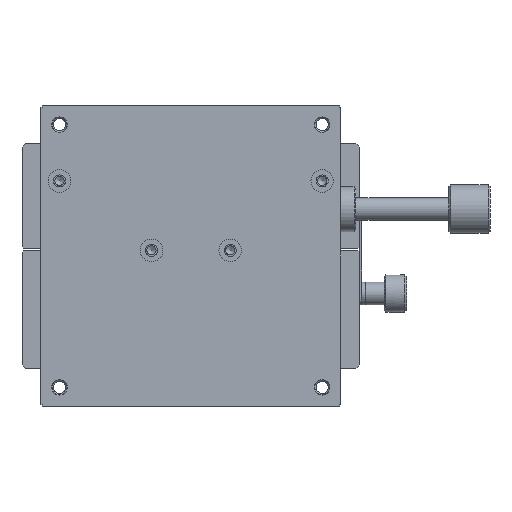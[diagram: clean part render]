
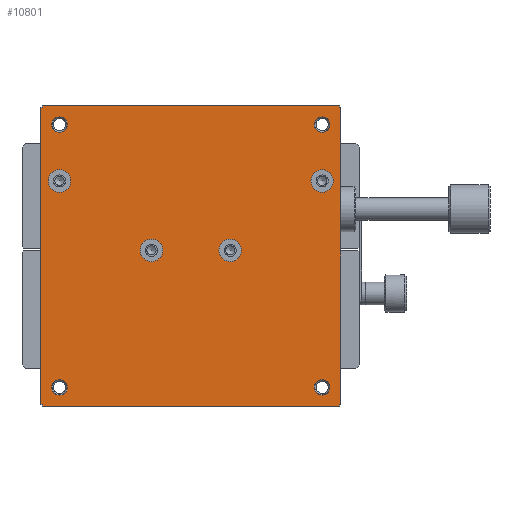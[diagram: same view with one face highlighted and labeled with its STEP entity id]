
A CAD part, front view. The second image highlights one B-rep face of the part: STEP entity #10801.
In plain terms, the highlighted planar face has unit normal (0, 1, 0).
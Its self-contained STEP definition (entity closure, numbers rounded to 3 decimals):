
#35 = DIRECTION ( 'NONE',  ( 0., 0., -1. ) ) ;
#58 = DIRECTION ( 'NONE',  ( 0., 0., -1. ) ) ;
#145 = DIRECTION ( 'NONE',  ( -0.707, 0., -0.707 ) ) ;
#222 = DIRECTION ( 'NONE',  ( 0., -1., 0. ) ) ;
#290 = FACE_OUTER_BOUND ( 'NONE', #11920, .T. ) ;
#328 = CARTESIAN_POINT ( 'NONE',  ( 75., 0., -5. ) ) ;
#341 = DIRECTION ( 'NONE',  ( 0., 0., -1. ) ) ;
#373 = ORIENTED_EDGE ( 'NONE', *, *, #6756, .T. ) ;
#377 = CARTESIAN_POINT ( 'NONE',  ( 5., 0., -7.067 ) ) ;
#700 = DIRECTION ( 'NONE',  ( 0., 0., -1. ) ) ;
#709 = ORIENTED_EDGE ( 'NONE', *, *, #11129, .F. ) ;
#1011 = DIRECTION ( 'NONE',  ( 0., 0., -1. ) ) ;
#1059 = CARTESIAN_POINT ( 'NONE',  ( 50.5, 0., -41.5 ) ) ;
#1246 = CARTESIAN_POINT ( 'NONE',  ( 0., 0., 0. ) ) ;
#1282 = CARTESIAN_POINT ( 'NONE',  ( 0., 0., -0.71 ) ) ;
#1285 = DIRECTION ( 'NONE',  ( 0., 0., -1. ) ) ;
#1286 = CARTESIAN_POINT ( 'NONE',  ( 79.29, 0., 0. ) ) ;
#1299 = DIRECTION ( 'NONE',  ( -1., 0., 0. ) ) ;
#1360 = CARTESIAN_POINT ( 'NONE',  ( 0., 0., 0. ) ) ;
#1370 = CARTESIAN_POINT ( 'NONE',  ( 0., 0., -0.71 ) ) ;
#1625 = VECTOR ( 'NONE', #4483, 1000. ) ;
#1737 = EDGE_CURVE ( 'NONE', #5155, #7443, #8118, .T. ) ;
#1749 = EDGE_CURVE ( 'NONE', #9428, #9428, #9576, .T. ) ;
#1754 = VERTEX_POINT ( 'NONE', #3874 ) ;
#1800 = ORIENTED_EDGE ( 'NONE', *, *, #10740, .T. ) ;
#1865 = EDGE_CURVE ( 'NONE', #11265, #11265, #11344, .T. ) ;
#1889 = EDGE_LOOP ( 'NONE', ( #373 ) ) ;
#2046 = CARTESIAN_POINT ( 'NONE',  ( 80., 0., -0.71 ) ) ;
#2062 = DIRECTION ( 'NONE',  ( 0., 0., 1. ) ) ;
#2066 = ORIENTED_EDGE ( 'NONE', *, *, #1865, .T. ) ;
#2144 = FACE_BOUND ( 'NONE', #2791, .T. ) ;
#2324 = FACE_BOUND ( 'NONE', #6600, .T. ) ;
#2333 = VECTOR ( 'NONE', #3232, 1000. ) ;
#2342 = CARTESIAN_POINT ( 'NONE',  ( 5., 0., -20. ) ) ;
#2350 = VERTEX_POINT ( 'NONE', #2744 ) ;
#2395 = VECTOR ( 'NONE', #8242, 1000. ) ;
#2429 = CARTESIAN_POINT ( 'NONE',  ( 5., 0., -23. ) ) ;
#2430 = CARTESIAN_POINT ( 'NONE',  ( 0.71, 0., -80. ) ) ;
#2519 = ORIENTED_EDGE ( 'NONE', *, *, #3777, .F. ) ;
#2542 = CARTESIAN_POINT ( 'NONE',  ( 75., 0., -77.067 ) ) ;
#2600 = CARTESIAN_POINT ( 'NONE',  ( 0.71, 0., -80. ) ) ;
#2695 = CARTESIAN_POINT ( 'NONE',  ( 5., 0., -5. ) ) ;
#2744 = CARTESIAN_POINT ( 'NONE',  ( 79.29, 0., -80. ) ) ;
#2753 = CARTESIAN_POINT ( 'NONE',  ( 80., 0., -79.29 ) ) ;
#2791 = EDGE_LOOP ( 'NONE', ( #3567 ) ) ;
#2795 = VERTEX_POINT ( 'NONE', #1370 ) ;
#2854 = CARTESIAN_POINT ( 'NONE',  ( 29.5, 0., -41.5 ) ) ;
#3049 = DIRECTION ( 'NONE',  ( 0., -1., 0. ) ) ;
#3209 = DIRECTION ( 'NONE',  ( 0., -1., 0. ) ) ;
#3232 = DIRECTION ( 'NONE',  ( -0.707, 0., 0.707 ) ) ;
#3249 = DIRECTION ( 'NONE',  ( 1., 0., 0. ) ) ;
#3382 = EDGE_LOOP ( 'NONE', ( #6598 ) ) ;
#3387 = VECTOR ( 'NONE', #1299, 1000. ) ;
#3523 = VERTEX_POINT ( 'NONE', #2542 ) ;
#3549 = ORIENTED_EDGE ( 'NONE', *, *, #1737, .F. ) ;
#3551 = VECTOR ( 'NONE', #145, 1000. ) ;
#3567 = ORIENTED_EDGE ( 'NONE', *, *, #8449, .T. ) ;
#3746 = AXIS2_PLACEMENT_3D ( 'NONE', #328, #3049, #1285 ) ;
#3777 = EDGE_CURVE ( 'NONE', #1754, #2795, #5678, .T. ) ;
#3814 = DIRECTION ( 'NONE',  ( 0., -1., 0. ) ) ;
#3874 = CARTESIAN_POINT ( 'NONE',  ( 0.71, 0., 0. ) ) ;
#3907 = LINE ( 'NONE', #1286, #2333 ) ;
#3914 = VECTOR ( 'NONE', #2062, 1000. ) ;
#3937 = AXIS2_PLACEMENT_3D ( 'NONE', #2342, #3209, #6924 ) ;
#3986 = FACE_BOUND ( 'NONE', #3382, .T. ) ;
#4043 = LINE ( 'NONE', #1360, #7571 ) ;
#4150 = AXIS2_PLACEMENT_3D ( 'NONE', #6734, #3814, #11357 ) ;
#4170 = FACE_BOUND ( 'NONE', #10260, .T. ) ;
#4286 = AXIS2_PLACEMENT_3D ( 'NONE', #1246, #5816, #9500 ) ;
#4322 = VERTEX_POINT ( 'NONE', #6208 ) ;
#4480 = ORIENTED_EDGE ( 'NONE', *, *, #9425, .T. ) ;
#4483 = DIRECTION ( 'NONE',  ( 0.707, 0., 0.707 ) ) ;
#4676 = EDGE_CURVE ( 'NONE', #11994, #8462, #6682, .T. ) ;
#4719 = CIRCLE ( 'NONE', #8968, 2.067 ) ;
#4787 = CARTESIAN_POINT ( 'NONE',  ( 50.5, 0., -38.5 ) ) ;
#5155 = VERTEX_POINT ( 'NONE', #5645 ) ;
#5391 = EDGE_LOOP ( 'NONE', ( #5707 ) ) ;
#5645 = CARTESIAN_POINT ( 'NONE',  ( 0., 0., -79.29 ) ) ;
#5678 = LINE ( 'NONE', #1282, #3551 ) ;
#5707 = ORIENTED_EDGE ( 'NONE', *, *, #9369, .T. ) ;
#5716 = CARTESIAN_POINT ( 'NONE',  ( 80., 0., 0. ) ) ;
#5816 = DIRECTION ( 'NONE',  ( 0., 1., 0. ) ) ;
#5874 = FACE_BOUND ( 'NONE', #9003, .T. ) ;
#5918 = EDGE_CURVE ( 'NONE', #7482, #7482, #7537, .T. ) ;
#5987 = ORIENTED_EDGE ( 'NONE', *, *, #9206, .F. ) ;
#5992 = FACE_BOUND ( 'NONE', #1889, .T. ) ;
#6108 = CIRCLE ( 'NONE', #7075, 2.067 ) ;
#6208 = CARTESIAN_POINT ( 'NONE',  ( 75., 0., -7.067 ) ) ;
#6317 = CARTESIAN_POINT ( 'NONE',  ( 79.29, 0., 0. ) ) ;
#6423 = AXIS2_PLACEMENT_3D ( 'NONE', #8169, #11895, #1011 ) ;
#6562 = VECTOR ( 'NONE', #8358, 1000. ) ;
#6598 = ORIENTED_EDGE ( 'NONE', *, *, #1749, .T. ) ;
#6600 = EDGE_LOOP ( 'NONE', ( #8848 ) ) ;
#6682 = LINE ( 'NONE', #5716, #6562 ) ;
#6686 = CIRCLE ( 'NONE', #3937, 3. ) ;
#6734 = CARTESIAN_POINT ( 'NONE',  ( 5., 0., -75. ) ) ;
#6756 = EDGE_CURVE ( 'NONE', #10208, #10208, #9318, .T. ) ;
#6783 = LINE ( 'NONE', #10475, #3387 ) ;
#6924 = DIRECTION ( 'NONE',  ( 0., 0., -1. ) ) ;
#6938 = VERTEX_POINT ( 'NONE', #377 ) ;
#6977 = AXIS2_PLACEMENT_3D ( 'NONE', #8821, #7140, #700 ) ;
#7027 = ORIENTED_EDGE ( 'NONE', *, *, #4676, .T. ) ;
#7075 = AXIS2_PLACEMENT_3D ( 'NONE', #8522, #222, #341 ) ;
#7109 = LINE ( 'NONE', #11660, #1625 ) ;
#7140 = DIRECTION ( 'NONE',  ( 0., -1., 0. ) ) ;
#7216 = EDGE_CURVE ( 'NONE', #5155, #2795, #11136, .T. ) ;
#7401 = DIRECTION ( 'NONE',  ( 0., -1., 0. ) ) ;
#7443 = VERTEX_POINT ( 'NONE', #2430 ) ;
#7482 = VERTEX_POINT ( 'NONE', #2854 ) ;
#7537 = CIRCLE ( 'NONE', #6977, 3. ) ;
#7571 = VECTOR ( 'NONE', #3249, 1000. ) ;
#7685 = FACE_BOUND ( 'NONE', #9017, .T. ) ;
#8118 = LINE ( 'NONE', #2600, #2395 ) ;
#8148 = ORIENTED_EDGE ( 'NONE', *, *, #7216, .T. ) ;
#8169 = CARTESIAN_POINT ( 'NONE',  ( 75., 0., -20. ) ) ;
#8242 = DIRECTION ( 'NONE',  ( 0.707, 0., -0.707 ) ) ;
#8358 = DIRECTION ( 'NONE',  ( 0., 0., -1. ) ) ;
#8380 = CARTESIAN_POINT ( 'NONE',  ( 75., 0., -23. ) ) ;
#8449 = EDGE_CURVE ( 'NONE', #6938, #6938, #4719, .T. ) ;
#8462 = VERTEX_POINT ( 'NONE', #2753 ) ;
#8522 = CARTESIAN_POINT ( 'NONE',  ( 75., 0., -75. ) ) ;
#8821 = CARTESIAN_POINT ( 'NONE',  ( 29.5, 0., -38.5 ) ) ;
#8848 = ORIENTED_EDGE ( 'NONE', *, *, #9547, .T. ) ;
#8968 = AXIS2_PLACEMENT_3D ( 'NONE', #2695, #10970, #35 ) ;
#8969 = CIRCLE ( 'NONE', #3746, 2.067 ) ;
#8999 = AXIS2_PLACEMENT_3D ( 'NONE', #4787, #7401, #58 ) ;
#9003 = EDGE_LOOP ( 'NONE', ( #10463 ) ) ;
#9017 = EDGE_LOOP ( 'NONE', ( #2066 ) ) ;
#9199 = VERTEX_POINT ( 'NONE', #6317 ) ;
#9206 = EDGE_CURVE ( 'NONE', #2350, #8462, #7109, .T. ) ;
#9318 = CIRCLE ( 'NONE', #6423, 3. ) ;
#9369 = EDGE_CURVE ( 'NONE', #11850, #11850, #6686, .T. ) ;
#9425 = EDGE_CURVE ( 'NONE', #2350, #7443, #6783, .T. ) ;
#9428 = VERTEX_POINT ( 'NONE', #10224 ) ;
#9500 = DIRECTION ( 'NONE',  ( 0., 0., 1. ) ) ;
#9547 = EDGE_CURVE ( 'NONE', #3523, #3523, #6108, .T. ) ;
#9563 = FACE_BOUND ( 'NONE', #5391, .T. ) ;
#9576 = CIRCLE ( 'NONE', #4150, 2.067 ) ;
#9653 = CARTESIAN_POINT ( 'NONE',  ( 0., 0., 0. ) ) ;
#9941 = EDGE_CURVE ( 'NONE', #4322, #4322, #8969, .T. ) ;
#10208 = VERTEX_POINT ( 'NONE', #8380 ) ;
#10224 = CARTESIAN_POINT ( 'NONE',  ( 5., 0., -77.067 ) ) ;
#10260 = EDGE_LOOP ( 'NONE', ( #10592 ) ) ;
#10463 = ORIENTED_EDGE ( 'NONE', *, *, #9941, .T. ) ;
#10475 = CARTESIAN_POINT ( 'NONE',  ( 0., 0., -80. ) ) ;
#10592 = ORIENTED_EDGE ( 'NONE', *, *, #5918, .T. ) ;
#10740 = EDGE_CURVE ( 'NONE', #1754, #9199, #4043, .T. ) ;
#10801 = ADVANCED_FACE ( 'NONE', ( #290, #2144, #5874, #2324, #3986, #9563, #5992, #7685, #4170 ), #11403, .T. ) ;
#10970 = DIRECTION ( 'NONE',  ( 0., -1., 0. ) ) ;
#11129 = EDGE_CURVE ( 'NONE', #11994, #9199, #3907, .T. ) ;
#11136 = LINE ( 'NONE', #9653, #3914 ) ;
#11265 = VERTEX_POINT ( 'NONE', #1059 ) ;
#11344 = CIRCLE ( 'NONE', #8999, 3. ) ;
#11357 = DIRECTION ( 'NONE',  ( 0., 0., -1. ) ) ;
#11403 = PLANE ( 'NONE',  #4286 ) ;
#11660 = CARTESIAN_POINT ( 'NONE',  ( 80., 0., -79.29 ) ) ;
#11850 = VERTEX_POINT ( 'NONE', #2429 ) ;
#11895 = DIRECTION ( 'NONE',  ( 0., -1., 0. ) ) ;
#11920 = EDGE_LOOP ( 'NONE', ( #3549, #8148, #2519, #1800, #709, #7027, #5987, #4480 ) ) ;
#11994 = VERTEX_POINT ( 'NONE', #2046 ) ;
